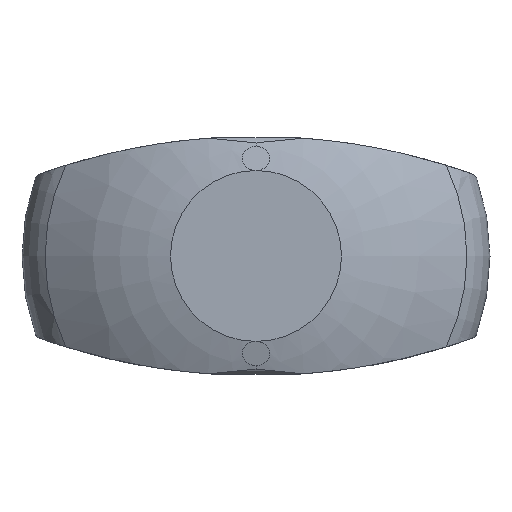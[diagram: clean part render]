
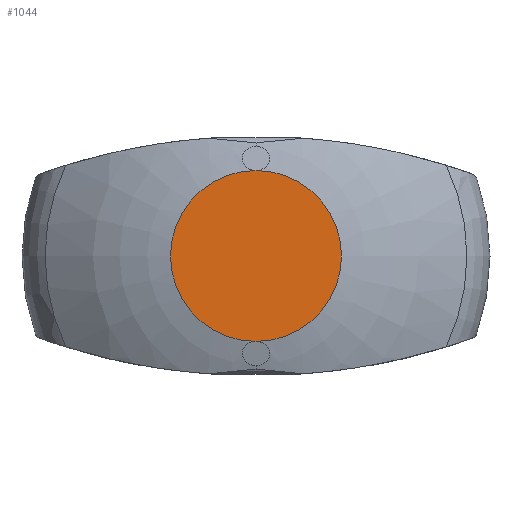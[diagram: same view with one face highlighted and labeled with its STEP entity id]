
A CAD part, top view. The second image highlights one B-rep face of the part: STEP entity #1044.
In plain terms, the highlighted planar face has unit normal (0, 0, 1).
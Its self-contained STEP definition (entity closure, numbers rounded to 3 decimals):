
#570=EDGE_CURVE('',#1402,#780,#1667,.T.);
#780=VERTEX_POINT('',#1897);
#1044=ADVANCED_FACE('',(#2181),#2182,.T.);
#1064=EDGE_CURVE('',#780,#1402,#2203,.T.);
#1402=VERTEX_POINT('',#2572);
#1667=CIRCLE('',#2878,8.95);
#1897=CARTESIAN_POINT('',(0.0,-8.95,40.5));
#2181=FACE_OUTER_BOUND('',#4677,.T.);
#2182=PLANE('',#4678);
#2203=CIRCLE('',#4704,8.95);
#2572=CARTESIAN_POINT('',(0.0,8.95,40.5));
#2878=AXIS2_PLACEMENT_3D('',#6759,#6760,#6761);
#4677=EDGE_LOOP('',(#7278,#7279));
#4678=AXIS2_PLACEMENT_3D('',#7280,#7281,#7282);
#4704=AXIS2_PLACEMENT_3D('',#7300,#7301,#7302);
#6759=CARTESIAN_POINT('',(0.0,0.,40.5));
#6760=DIRECTION('',(-0.0,0.,-1.0));
#6761=DIRECTION('',(-1.0,0.0,0.0));
#7278=ORIENTED_EDGE('',*,*,#1064,.F.);
#7279=ORIENTED_EDGE('',*,*,#570,.F.);
#7280=CARTESIAN_POINT('',(-4.475,0.,40.5));
#7281=DIRECTION('',(0.,0.,1.0));
#7282=DIRECTION('',(1.0,0.,0.));
#7300=CARTESIAN_POINT('',(0.0,0.,40.5));
#7301=DIRECTION('',(-0.0,0.,-1.0));
#7302=DIRECTION('',(-1.0,0.0,0.0));
